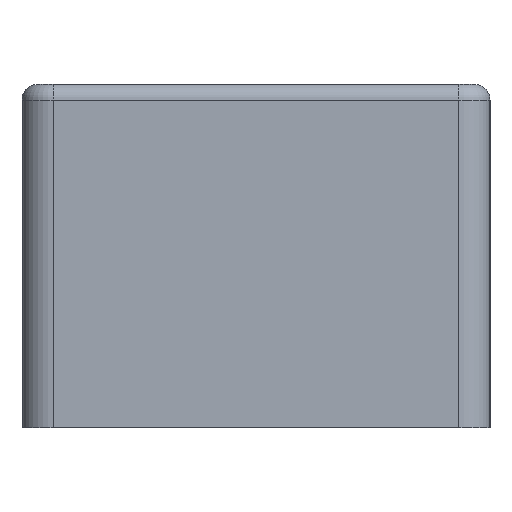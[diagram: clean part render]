
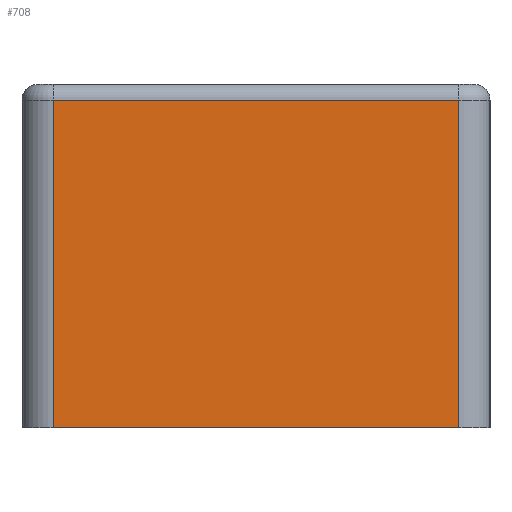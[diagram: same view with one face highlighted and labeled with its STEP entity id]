
A CAD part, left-side view. The second image highlights one B-rep face of the part: STEP entity #708.
In plain terms, the highlighted planar face has unit normal (-1, 0, 0).
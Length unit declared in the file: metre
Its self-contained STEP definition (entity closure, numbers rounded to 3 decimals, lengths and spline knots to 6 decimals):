
#42=LINE('',#1247,#90);
#43=LINE('',#1250,#91);
#44=LINE('',#1252,#92);
#45=LINE('',#1254,#93);
#90=VECTOR('',#1012,1.);
#91=VECTOR('',#1013,1.);
#92=VECTOR('',#1014,1.);
#93=VECTOR('',#1015,1.);
#139=PLANE('',#836);
#217=ORIENTED_EDGE('',*,*,#373,.T.);
#218=ORIENTED_EDGE('',*,*,#374,.T.);
#219=ORIENTED_EDGE('',*,*,#375,.T.);
#220=ORIENTED_EDGE('',*,*,#376,.F.);
#373=EDGE_CURVE('',#461,#462,#42,.F.);
#374=EDGE_CURVE('',#462,#463,#43,.T.);
#375=EDGE_CURVE('',#463,#464,#44,.T.);
#376=EDGE_CURVE('',#461,#464,#45,.T.);
#461=VERTEX_POINT('',#1248);
#462=VERTEX_POINT('',#1249);
#463=VERTEX_POINT('',#1251);
#464=VERTEX_POINT('',#1253);
#571=EDGE_LOOP('',(#217,#218,#219,#220));
#637=FACE_BOUND('',#571,.T.);
#708=ADVANCED_FACE('',(#637),#139,.T.);
#836=AXIS2_PLACEMENT_3D('',#1246,#1010,#1011);
#1010=DIRECTION('',(-1.,0.,0.));
#1011=DIRECTION('',(0.,0.,1.));
#1012=DIRECTION('',(0.,0.,-1.));
#1013=DIRECTION('',(0.,1.,0.));
#1014=DIRECTION('',(0.,0.,-1.));
#1015=DIRECTION('',(0.,1.,0.));
#1246=CARTESIAN_POINT('',(-0.755125,0.155125,0.044));
#1247=CARTESIAN_POINT('',(-0.755125,0.129125,0.044));
#1248=CARTESIAN_POINT('',(-0.755125,0.129125,0.));
#1249=CARTESIAN_POINT('',(-0.755125,0.129125,0.042));
#1250=CARTESIAN_POINT('',(-0.755125,0.155125,0.042));
#1251=CARTESIAN_POINT('',(-0.755125,0.181125,0.042));
#1252=CARTESIAN_POINT('',(-0.755125,0.181125,0.044));
#1253=CARTESIAN_POINT('',(-0.755125,0.181125,0.));
#1254=CARTESIAN_POINT('',(-0.755125,0.155125,0.));
